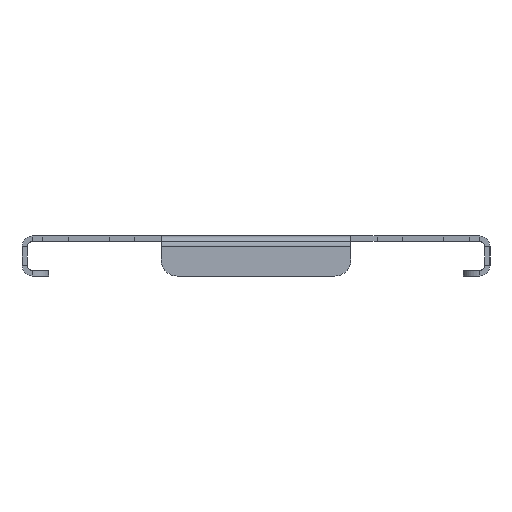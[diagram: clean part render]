
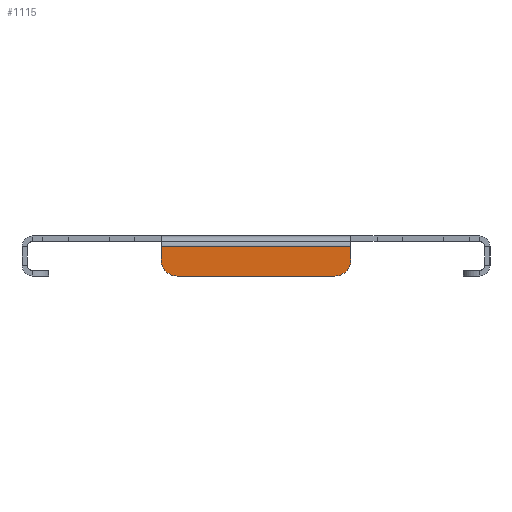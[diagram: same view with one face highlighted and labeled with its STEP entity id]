
A CAD part, left-side view. The second image highlights one B-rep face of the part: STEP entity #1115.
In plain terms, the highlighted planar face has unit normal (-1, 0, 0).
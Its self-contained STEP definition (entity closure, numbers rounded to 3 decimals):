
#25 = LINE ( 'NONE', #308, #1413 ) ;
#64 = DIRECTION ( 'NONE',  ( 0., 0., -1. ) ) ;
#90 = VERTEX_POINT ( 'NONE', #664 ) ;
#143 = CARTESIAN_POINT ( 'NONE',  ( -449.5, 35.5, -4. ) ) ;
#178 = EDGE_CURVE ( 'NONE', #90, #1199, #2783, .T. ) ;
#268 = CARTESIAN_POINT ( 'NONE',  ( -449.5, -35.5, -4. ) ) ;
#293 = FACE_OUTER_BOUND ( 'NONE', #1468, .T. ) ;
#306 = DIRECTION ( 'NONE',  ( 0., 0., 1. ) ) ;
#308 = CARTESIAN_POINT ( 'NONE',  ( -449.5, 35.5, -15. ) ) ;
#344 = CARTESIAN_POINT ( 'NONE',  ( -449.5, 29.5, -15. ) ) ;
#347 = EDGE_CURVE ( 'NONE', #1712, #1486, #2391, .T. ) ;
#391 = DIRECTION ( 'NONE',  ( 0., 0., -1. ) ) ;
#400 = ORIENTED_EDGE ( 'NONE', *, *, #1796, .F. ) ;
#555 = ORIENTED_EDGE ( 'NONE', *, *, #684, .T. ) ;
#569 = CARTESIAN_POINT ( 'NONE',  ( -449.5, -35.5, -9. ) ) ;
#578 = ORIENTED_EDGE ( 'NONE', *, *, #2965, .T. ) ;
#664 = CARTESIAN_POINT ( 'NONE',  ( -449.5, -29.5, -15. ) ) ;
#684 = EDGE_CURVE ( 'NONE', #1712, #1050, #25, .T. ) ;
#822 = DIRECTION ( 'NONE',  ( 0., -1., 0. ) ) ;
#951 = AXIS2_PLACEMENT_3D ( 'NONE', #2753, #2312, #2483 ) ;
#1009 = CARTESIAN_POINT ( 'NONE',  ( -449.5, -35.5, -15. ) ) ;
#1050 = VERTEX_POINT ( 'NONE', #1654 ) ;
#1115 = ADVANCED_FACE ( 'NONE', ( #293 ), #2761, .F. ) ;
#1165 = ORIENTED_EDGE ( 'NONE', *, *, #2836, .T. ) ;
#1198 = ORIENTED_EDGE ( 'NONE', *, *, #347, .F. ) ;
#1199 = VERTEX_POINT ( 'NONE', #569 ) ;
#1207 = LINE ( 'NONE', #1009, #1577 ) ;
#1277 = VECTOR ( 'NONE', #822, 1000. ) ;
#1284 = ORIENTED_EDGE ( 'NONE', *, *, #178, .T. ) ;
#1335 = CIRCLE ( 'NONE', #2493, 6. ) ;
#1413 = VECTOR ( 'NONE', #1676, 1000. ) ;
#1468 = EDGE_LOOP ( 'NONE', ( #400, #1284, #578, #1198, #555, #1165 ) ) ;
#1486 = VERTEX_POINT ( 'NONE', #268 ) ;
#1577 = VECTOR ( 'NONE', #306, 1000. ) ;
#1606 = CARTESIAN_POINT ( 'NONE',  ( -449.5, -87.5, -15. ) ) ;
#1636 = VERTEX_POINT ( 'NONE', #344 ) ;
#1654 = CARTESIAN_POINT ( 'NONE',  ( -449.5, 35.5, -9. ) ) ;
#1676 = DIRECTION ( 'NONE',  ( 0., 0., -1. ) ) ;
#1712 = VERTEX_POINT ( 'NONE', #143 ) ;
#1725 = CARTESIAN_POINT ( 'NONE',  ( -449.5, -87.5, -4. ) ) ;
#1796 = EDGE_CURVE ( 'NONE', #90, #1636, #1836, .T. ) ;
#1803 = CARTESIAN_POINT ( 'NONE',  ( -449.5, 29.5, -9. ) ) ;
#1812 = AXIS2_PLACEMENT_3D ( 'NONE', #2116, #2318, #64 ) ;
#1836 = LINE ( 'NONE', #1606, #2687 ) ;
#2116 = CARTESIAN_POINT ( 'NONE',  ( -449.5, 0., 0. ) ) ;
#2312 = DIRECTION ( 'NONE',  ( -1., 0., 0. ) ) ;
#2318 = DIRECTION ( 'NONE',  ( 1., 0., 0. ) ) ;
#2391 = LINE ( 'NONE', #1725, #1277 ) ;
#2483 = DIRECTION ( 'NONE',  ( 0., 0., -1. ) ) ;
#2493 = AXIS2_PLACEMENT_3D ( 'NONE', #1803, #2514, #391 ) ;
#2514 = DIRECTION ( 'NONE',  ( -1., 0., 0. ) ) ;
#2687 = VECTOR ( 'NONE', #2982, 1000. ) ;
#2753 = CARTESIAN_POINT ( 'NONE',  ( -449.5, -29.5, -9. ) ) ;
#2761 = PLANE ( 'NONE',  #1812 ) ;
#2783 = CIRCLE ( 'NONE', #951, 6. ) ;
#2836 = EDGE_CURVE ( 'NONE', #1050, #1636, #1335, .T. ) ;
#2965 = EDGE_CURVE ( 'NONE', #1199, #1486, #1207, .T. ) ;
#2982 = DIRECTION ( 'NONE',  ( 0., 1., 0. ) ) ;
